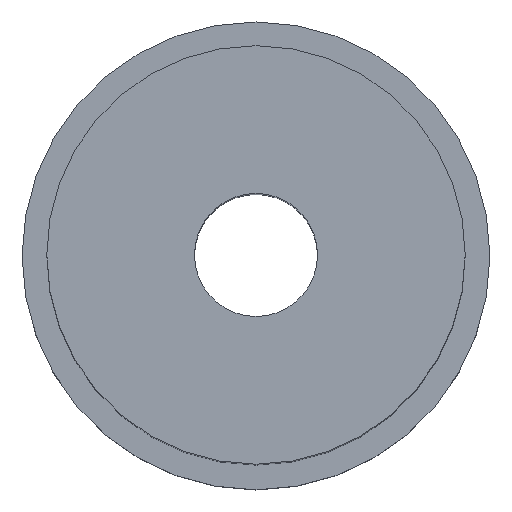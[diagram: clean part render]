
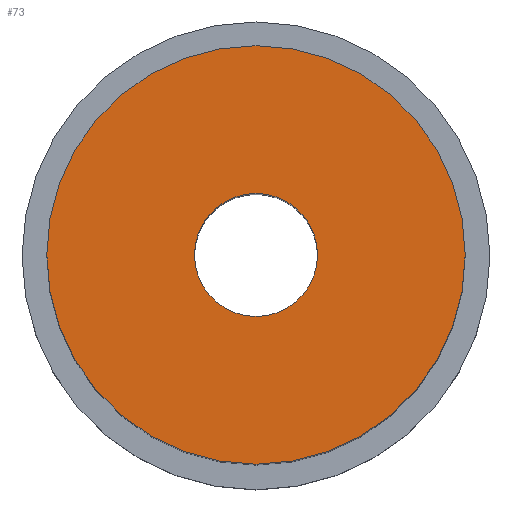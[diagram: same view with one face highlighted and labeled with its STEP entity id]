
A CAD part, top view. The second image highlights one B-rep face of the part: STEP entity #73.
In plain terms, the highlighted planar face has unit normal (0, 0, 1).
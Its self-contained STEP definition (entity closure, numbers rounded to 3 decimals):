
#12 = VERTEX_POINT ( 'NONE', #41 ) ;
#16 = CIRCLE ( 'NONE', #49, 5. ) ;
#17 = CARTESIAN_POINT ( 'NONE',  ( -5., 0., 52.5 ) ) ;
#30 = CIRCLE ( 'NONE', #51, 16.995 ) ;
#32 = VERTEX_POINT ( 'NONE', #211 ) ;
#41 = CARTESIAN_POINT ( 'NONE',  ( 5., 0., 52.5 ) ) ;
#43 = DIRECTION ( 'NONE',  ( 0., 0., -1. ) ) ;
#46 = CARTESIAN_POINT ( 'NONE',  ( 0., 0., 52.5 ) ) ;
#49 = AXIS2_PLACEMENT_3D ( 'NONE', #265, #130, #91 ) ;
#50 = DIRECTION ( 'NONE',  ( 1., 0., 0. ) ) ;
#51 = AXIS2_PLACEMENT_3D ( 'NONE', #195, #242, #286 ) ;
#58 = ORIENTED_EDGE ( 'NONE', *, *, #153, .T. ) ;
#59 = CIRCLE ( 'NONE', #260, 16.995 ) ;
#64 = DIRECTION ( 'NONE',  ( 0., 0., 1. ) ) ;
#73 = ADVANCED_FACE ( 'NONE', ( #83, #233 ), #170, .T. ) ;
#76 = ORIENTED_EDGE ( 'NONE', *, *, #112, .T. ) ;
#81 = AXIS2_PLACEMENT_3D ( 'NONE', #257, #64, #150 ) ;
#83 = FACE_BOUND ( 'NONE', #282, .T. ) ;
#85 = ORIENTED_EDGE ( 'NONE', *, *, #171, .T. ) ;
#90 = CIRCLE ( 'NONE', #249, 5. ) ;
#91 = DIRECTION ( 'NONE',  ( -1., 0., 0. ) ) ;
#99 = ORIENTED_EDGE ( 'NONE', *, *, #110, .T. ) ;
#110 = EDGE_CURVE ( 'NONE', #275, #32, #30, .T. ) ;
#112 = EDGE_CURVE ( 'NONE', #149, #12, #90, .T. ) ;
#130 = DIRECTION ( 'NONE',  ( 0., 0., -1. ) ) ;
#149 = VERTEX_POINT ( 'NONE', #17 ) ;
#150 = DIRECTION ( 'NONE',  ( 1., 0., 0. ) ) ;
#151 = EDGE_LOOP ( 'NONE', ( #58, #99 ) ) ;
#153 = EDGE_CURVE ( 'NONE', #32, #275, #59, .T. ) ;
#159 = DIRECTION ( 'NONE',  ( 0., 0., 1. ) ) ;
#170 = PLANE ( 'NONE',  #81 ) ;
#171 = EDGE_CURVE ( 'NONE', #12, #149, #16, .T. ) ;
#195 = CARTESIAN_POINT ( 'NONE',  ( 0., 0., 52.5 ) ) ;
#211 = CARTESIAN_POINT ( 'NONE',  ( -16.995, 0., 52.5 ) ) ;
#233 = FACE_OUTER_BOUND ( 'NONE', #151, .T. ) ;
#234 = CARTESIAN_POINT ( 'NONE',  ( 16.995, 0., 52.5 ) ) ;
#238 = DIRECTION ( 'NONE',  ( -1., 0., 0. ) ) ;
#242 = DIRECTION ( 'NONE',  ( 0., 0., 1. ) ) ;
#249 = AXIS2_PLACEMENT_3D ( 'NONE', #267, #43, #238 ) ;
#257 = CARTESIAN_POINT ( 'NONE',  ( 0., 0., 52.5 ) ) ;
#260 = AXIS2_PLACEMENT_3D ( 'NONE', #46, #159, #50 ) ;
#265 = CARTESIAN_POINT ( 'NONE',  ( 0., 0., 52.5 ) ) ;
#267 = CARTESIAN_POINT ( 'NONE',  ( 0., 0., 52.5 ) ) ;
#275 = VERTEX_POINT ( 'NONE', #234 ) ;
#282 = EDGE_LOOP ( 'NONE', ( #76, #85 ) ) ;
#286 = DIRECTION ( 'NONE',  ( 1., 0., 0. ) ) ;
